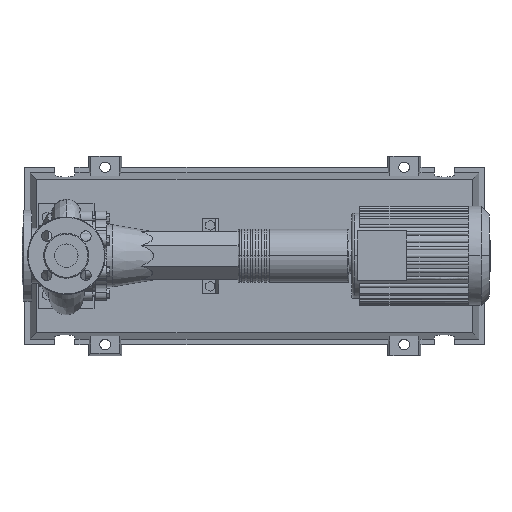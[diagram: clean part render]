
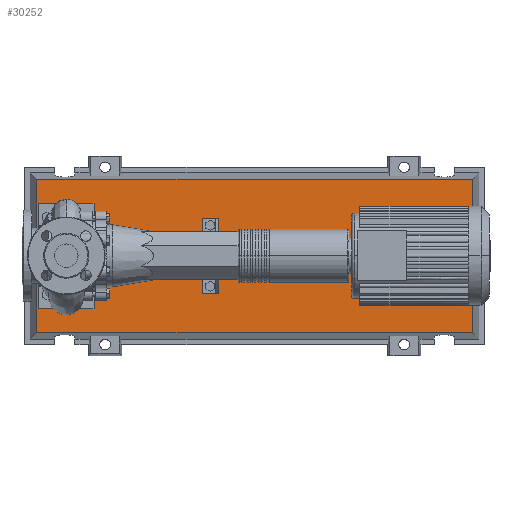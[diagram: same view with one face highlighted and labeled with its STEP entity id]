
A CAD part, top view. The second image highlights one B-rep face of the part: STEP entity #30252.
In plain terms, the highlighted planar face has unit normal (0, 0, 1).
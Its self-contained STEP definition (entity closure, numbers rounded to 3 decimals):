
#29933=CARTESIAN_POINT('',(733.292,-138.292,83.0));
#29934=VERTEX_POINT('',#29933);
#29941=CARTESIAN_POINT('',(-53.292,-138.292,83.0));
#29942=VERTEX_POINT('',#29941);
#29943=CARTESIAN_POINT('',(733.292,-138.292,83.0));
#29944=DIRECTION('',(-1.0,0.0,0.0));
#29945=VECTOR('',#29944,786.584);
#29946=LINE('',#29943,#29945);
#29947=EDGE_CURVE('',#29934,#29942,#29946,.T.);
#30165=CARTESIAN_POINT('',(733.292,138.292,83.0));
#30166=VERTEX_POINT('',#30165);
#30167=CARTESIAN_POINT('',(733.292,138.292,83.0));
#30168=DIRECTION('',(0.0,-1.0,0.0));
#30169=VECTOR('',#30168,276.584);
#30170=LINE('',#30167,#30169);
#30171=EDGE_CURVE('',#30166,#29934,#30170,.T.);
#30189=CARTESIAN_POINT('',(-53.292,138.292,83.0));
#30190=VERTEX_POINT('',#30189);
#30191=CARTESIAN_POINT('',(-53.292,-138.292,83.0));
#30192=DIRECTION('',(0.0,1.0,0.0));
#30193=VECTOR('',#30192,276.584);
#30194=LINE('',#30191,#30193);
#30195=EDGE_CURVE('',#29942,#30190,#30194,.T.);
#30228=CARTESIAN_POINT('',(-53.292,138.292,83.0));
#30229=DIRECTION('',(1.0,0.0,0.0));
#30230=VECTOR('',#30229,786.584);
#30231=LINE('',#30228,#30230);
#30232=EDGE_CURVE('',#30190,#30166,#30231,.T.);
#30241=CARTESIAN_POINT('',(340.,0.,83.0));
#30242=DIRECTION('',(0.0,0.0,1.0));
#30243=DIRECTION('',(1.0,0.0,0.0));
#30244=AXIS2_PLACEMENT_3D('',#30241,#30242,#30243);
#30245=PLANE('',#30244);
#30246=ORIENTED_EDGE('',*,*,#30171,.F.);
#30247=ORIENTED_EDGE('',*,*,#30232,.F.);
#30248=ORIENTED_EDGE('',*,*,#30195,.F.);
#30249=ORIENTED_EDGE('',*,*,#29947,.F.);
#30250=EDGE_LOOP('',(#30246,#30247,#30248,#30249));
#30251=FACE_OUTER_BOUND('',#30250,.T.);
#30252=ADVANCED_FACE('',(#30251),#30245,.T.);
